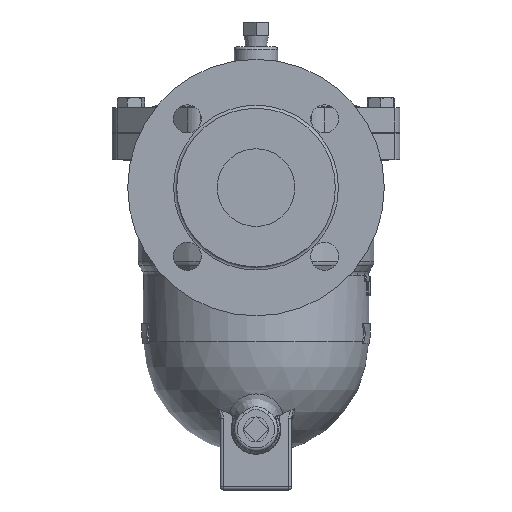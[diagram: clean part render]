
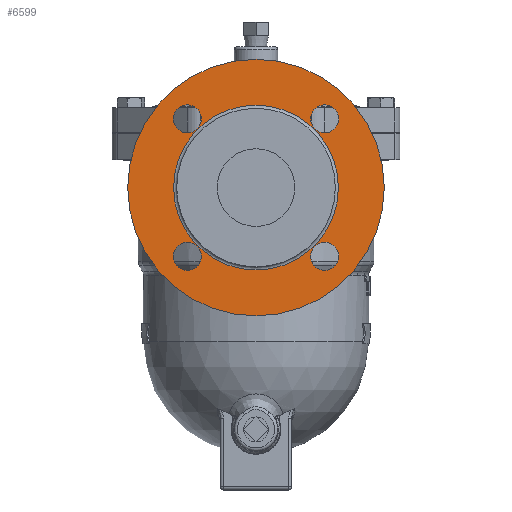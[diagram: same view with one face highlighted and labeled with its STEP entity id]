
A CAD part, left-side view. The second image highlights one B-rep face of the part: STEP entity #6599.
In plain terms, the highlighted planar face has unit normal (-1, 0, 0).
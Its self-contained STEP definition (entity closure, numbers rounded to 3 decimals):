
#1237=PLANE('',#7061);
#1416=FACE_BOUND('',#1999,.T.);
#1417=FACE_BOUND('',#2000,.T.);
#1418=FACE_BOUND('',#2001,.T.);
#1419=FACE_BOUND('',#2002,.T.);
#1420=FACE_BOUND('',#2003,.T.);
#1540=FACE_OUTER_BOUND('',#1998,.T.);
#1998=EDGE_LOOP('',(#4579));
#1999=EDGE_LOOP('',(#4580));
#2000=EDGE_LOOP('',(#4581));
#2001=EDGE_LOOP('',(#4582));
#2002=EDGE_LOOP('',(#4583));
#2003=EDGE_LOOP('',(#4584));
#2570=CIRCLE('',#7058,53.);
#2572=CIRCLE('',#7062,82.5);
#2573=CIRCLE('',#7063,9.);
#2574=CIRCLE('',#7064,9.);
#2575=CIRCLE('',#7065,9.);
#2576=CIRCLE('',#7066,9.);
#2921=VERTEX_POINT('',#9580);
#2923=VERTEX_POINT('',#9586);
#2924=VERTEX_POINT('',#9588);
#2925=VERTEX_POINT('',#9590);
#2926=VERTEX_POINT('',#9592);
#2927=VERTEX_POINT('',#9594);
#3572=EDGE_CURVE('',#2921,#2921,#2570,.T.);
#3574=EDGE_CURVE('',#2923,#2923,#2572,.T.);
#3575=EDGE_CURVE('',#2924,#2924,#2573,.T.);
#3576=EDGE_CURVE('',#2925,#2925,#2574,.T.);
#3577=EDGE_CURVE('',#2926,#2926,#2575,.T.);
#3578=EDGE_CURVE('',#2927,#2927,#2576,.T.);
#4579=ORIENTED_EDGE('',*,*,#3574,.F.);
#4580=ORIENTED_EDGE('',*,*,#3575,.T.);
#4581=ORIENTED_EDGE('',*,*,#3576,.T.);
#4582=ORIENTED_EDGE('',*,*,#3577,.T.);
#4583=ORIENTED_EDGE('',*,*,#3578,.T.);
#4584=ORIENTED_EDGE('',*,*,#3572,.F.);
#6599=ADVANCED_FACE('',(#1540,#1416,#1417,#1418,#1419,#1420),#1237,.T.);
#7058=AXIS2_PLACEMENT_3D('',#9581,#7804,#7805);
#7061=AXIS2_PLACEMENT_3D('',#9585,#7810,#7811);
#7062=AXIS2_PLACEMENT_3D('',#9587,#7812,#7813);
#7063=AXIS2_PLACEMENT_3D('',#9589,#7814,#7815);
#7064=AXIS2_PLACEMENT_3D('',#9591,#7816,#7817);
#7065=AXIS2_PLACEMENT_3D('',#9593,#7818,#7819);
#7066=AXIS2_PLACEMENT_3D('',#9595,#7820,#7821);
#7804=DIRECTION('center_axis',(-1.,0.,0.));
#7805=DIRECTION('ref_axis',(0.,0.,1.));
#7810=DIRECTION('center_axis',(-1.,0.,0.));
#7811=DIRECTION('ref_axis',(0.,0.,1.));
#7812=DIRECTION('center_axis',(1.,0.,0.));
#7813=DIRECTION('ref_axis',(0.,0.,1.));
#7814=DIRECTION('center_axis',(1.,0.,0.));
#7815=DIRECTION('ref_axis',(0.,0.,1.));
#7816=DIRECTION('center_axis',(1.,0.,0.));
#7817=DIRECTION('ref_axis',(0.,1.,0.));
#7818=DIRECTION('center_axis',(1.,0.,0.));
#7819=DIRECTION('ref_axis',(0.,0.,
-1.));
#7820=DIRECTION('center_axis',(1.,0.,0.));
#7821=DIRECTION('ref_axis',(0.,-1.,0.));
#9580=CARTESIAN_POINT('',(-137.,0.,-88.));
#9581=CARTESIAN_POINT('Origin',(-137.,0.,-35.));
#9585=CARTESIAN_POINT('Origin',(-137.,0.,-35.));
#9586=CARTESIAN_POINT('',(-137.,0.,-117.5));
#9587=CARTESIAN_POINT('Origin',(-137.,0.,-35.));
#9588=CARTESIAN_POINT('',(-137.,-44.194,0.194));
#9589=CARTESIAN_POINT('Origin',(-137.,-44.194,9.194));
#9590=CARTESIAN_POINT('',(-137.,35.194,9.194));
#9591=CARTESIAN_POINT('Origin',(-137.,44.194,9.194));
#9592=CARTESIAN_POINT('',(-137.,44.194,-70.194));
#9593=CARTESIAN_POINT('Origin',(-137.,44.194,-79.194));
#9594=CARTESIAN_POINT('',(-137.,-35.194,-79.194));
#9595=CARTESIAN_POINT('Origin',(-137.,-44.194,-79.194));
